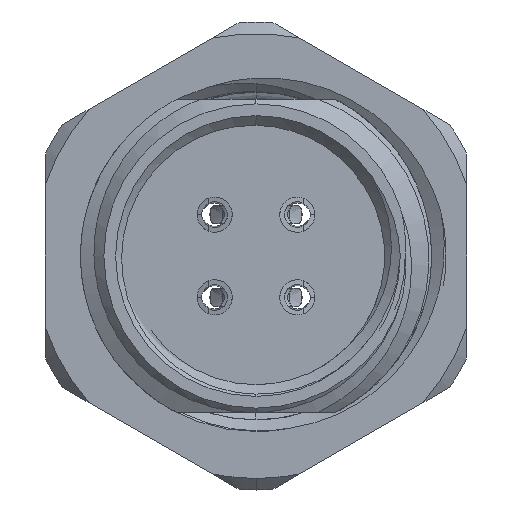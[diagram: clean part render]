
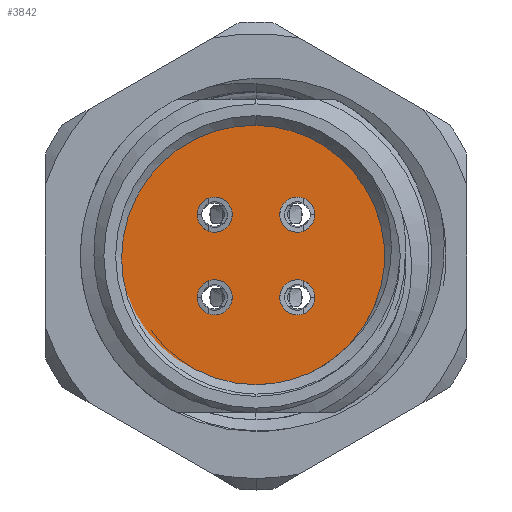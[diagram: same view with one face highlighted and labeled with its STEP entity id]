
A CAD part, left-side view. The second image highlights one B-rep face of the part: STEP entity #3842.
In plain terms, the highlighted face is planar.
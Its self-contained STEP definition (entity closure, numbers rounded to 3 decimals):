
#221 = CARTESIAN_POINT ( 'NONE',  ( 9.5, 0., -6. ) ) ;
#572 = EDGE_CURVE ( 'NONE', #10198, #5797, #6314, .T. ) ;
#592 = FACE_BOUND ( 'NONE', #7320, .T. ) ;
#648 = EDGE_LOOP ( 'NONE', ( #10143, #6327 ) ) ;
#669 = DIRECTION ( 'NONE',  ( 1., 0., 0. ) ) ;
#795 = CARTESIAN_POINT ( 'NONE',  ( 9.5, -1.768, -2.518 ) ) ;
#939 = EDGE_CURVE ( 'NONE', #6200, #7363, #11295, .T. ) ;
#1118 = CIRCLE ( 'NONE', #11638, 6. ) ;
#1369 = AXIS2_PLACEMENT_3D ( 'NONE', #3319, #11190, #10992 ) ;
#1385 = VERTEX_POINT ( 'NONE', #6155 ) ;
#2379 = CARTESIAN_POINT ( 'NONE',  ( 9.5, -1.768, -1.018 ) ) ;
#2396 = CARTESIAN_POINT ( 'NONE',  ( 9.5, -1.768, 2.518 ) ) ;
#2507 = ORIENTED_EDGE ( 'NONE', *, *, #9827, .F. ) ;
#2814 = EDGE_LOOP ( 'NONE', ( #8013, #4844 ) ) ;
#2875 = AXIS2_PLACEMENT_3D ( 'NONE', #8271, #3377, #7306 ) ;
#3061 = CIRCLE ( 'NONE', #12542, 0.75 ) ;
#3319 = CARTESIAN_POINT ( 'NONE',  ( 9.5, -1.768, -1.768 ) ) ;
#3377 = DIRECTION ( 'NONE',  ( 1., 0., 0. ) ) ;
#3403 = CARTESIAN_POINT ( 'NONE',  ( 9.5, -1.768, 1.768 ) ) ;
#3654 = CARTESIAN_POINT ( 'NONE',  ( 9.5, -1.768, 1.768 ) ) ;
#3699 = CARTESIAN_POINT ( 'NONE',  ( 9.5, 1.768, 1.768 ) ) ;
#3842 = ADVANCED_FACE ( 'NONE', ( #592, #7556, #11507, #4537, #12466 ), #5373, .F. ) ;
#3966 = EDGE_LOOP ( 'NONE', ( #2507, #6997 ) ) ;
#4093 = ORIENTED_EDGE ( 'NONE', *, *, #939, .F. ) ;
#4372 = DIRECTION ( 'NONE',  ( 0., 0., -1. ) ) ;
#4518 = AXIS2_PLACEMENT_3D ( 'NONE', #3654, #669, #4614 ) ;
#4537 = FACE_BOUND ( 'NONE', #648, .T. ) ;
#4614 = DIRECTION ( 'NONE',  ( 0., 0., -1. ) ) ;
#4844 = ORIENTED_EDGE ( 'NONE', *, *, #11255, .T. ) ;
#5212 = AXIS2_PLACEMENT_3D ( 'NONE', #8466, #5620, #12275 ) ;
#5328 = DIRECTION ( 'NONE',  ( 1., 0., 0. ) ) ;
#5341 = CIRCLE ( 'NONE', #4518, 0.75 ) ;
#5373 = PLANE ( 'NONE',  #5212 ) ;
#5438 = AXIS2_PLACEMENT_3D ( 'NONE', #10590, #5927, #11570 ) ;
#5456 = VERTEX_POINT ( 'NONE', #221 ) ;
#5461 = CARTESIAN_POINT ( 'NONE',  ( 9.5, 1.768, -2.518 ) ) ;
#5582 = DIRECTION ( 'NONE',  ( 0., 0., -1. ) ) ;
#5620 = DIRECTION ( 'NONE',  ( -1., 0., 0. ) ) ;
#5654 = VERTEX_POINT ( 'NONE', #5461 ) ;
#5797 = VERTEX_POINT ( 'NONE', #795 ) ;
#5927 = DIRECTION ( 'NONE',  ( 1., 0., 0. ) ) ;
#5966 = EDGE_LOOP ( 'NONE', ( #10945, #9191 ) ) ;
#6040 = AXIS2_PLACEMENT_3D ( 'NONE', #10480, #10545, #5582 ) ;
#6058 = DIRECTION ( 'NONE',  ( 0., 0., -1. ) ) ;
#6094 = CARTESIAN_POINT ( 'NONE',  ( 9.5, 0., 0. ) ) ;
#6155 = CARTESIAN_POINT ( 'NONE',  ( 9.5, -1.768, 1.018 ) ) ;
#6200 = VERTEX_POINT ( 'NONE', #6874 ) ;
#6220 = CARTESIAN_POINT ( 'NONE',  ( 9.5, 1.768, 2.518 ) ) ;
#6314 = CIRCLE ( 'NONE', #1369, 0.75 ) ;
#6327 = ORIENTED_EDGE ( 'NONE', *, *, #8129, .F. ) ;
#6477 = EDGE_CURVE ( 'NONE', #1385, #10809, #5341, .T. ) ;
#6785 = CIRCLE ( 'NONE', #2875, 0.75 ) ;
#6874 = CARTESIAN_POINT ( 'NONE',  ( 9.5, 1.768, 1.018 ) ) ;
#6997 = ORIENTED_EDGE ( 'NONE', *, *, #572, .F. ) ;
#7188 = CIRCLE ( 'NONE', #9252, 0.75 ) ;
#7306 = DIRECTION ( 'NONE',  ( 0., 0., -1. ) ) ;
#7320 = EDGE_LOOP ( 'NONE', ( #4093, #10916 ) ) ;
#7363 = VERTEX_POINT ( 'NONE', #6220 ) ;
#7556 = FACE_BOUND ( 'NONE', #5966, .T. ) ;
#7706 = AXIS2_PLACEMENT_3D ( 'NONE', #11101, #10002, #6058 ) ;
#7747 = DIRECTION ( 'NONE',  ( 0., 0., -1. ) ) ;
#7970 = AXIS2_PLACEMENT_3D ( 'NONE', #3699, #8659, #7747 ) ;
#8013 = ORIENTED_EDGE ( 'NONE', *, *, #9933, .T. ) ;
#8034 = DIRECTION ( 'NONE',  ( 0., 0., -1. ) ) ;
#8129 = EDGE_CURVE ( 'NONE', #11437, #5654, #3061, .T. ) ;
#8271 = CARTESIAN_POINT ( 'NONE',  ( 9.5, 1.768, 1.768 ) ) ;
#8326 = CIRCLE ( 'NONE', #7706, 6. ) ;
#8466 = CARTESIAN_POINT ( 'NONE',  ( 9.5, 4.5, 0. ) ) ;
#8590 = EDGE_CURVE ( 'NONE', #10809, #1385, #7188, .T. ) ;
#8659 = DIRECTION ( 'NONE',  ( 1., 0., 0. ) ) ;
#9134 = CIRCLE ( 'NONE', #6040, 0.75 ) ;
#9191 = ORIENTED_EDGE ( 'NONE', *, *, #8590, .F. ) ;
#9200 = CARTESIAN_POINT ( 'NONE',  ( 9.5, 0., 6. ) ) ;
#9252 = AXIS2_PLACEMENT_3D ( 'NONE', #3403, #5328, #4372 ) ;
#9377 = DIRECTION ( 'NONE',  ( 1., 0., 0. ) ) ;
#9689 = EDGE_CURVE ( 'NONE', #7363, #6200, #6785, .T. ) ;
#9827 = EDGE_CURVE ( 'NONE', #5797, #10198, #10997, .T. ) ;
#9933 = EDGE_CURVE ( 'NONE', #5456, #12371, #8326, .T. ) ;
#10002 = DIRECTION ( 'NONE',  ( 1., 0., 0. ) ) ;
#10143 = ORIENTED_EDGE ( 'NONE', *, *, #11523, .F. ) ;
#10198 = VERTEX_POINT ( 'NONE', #2379 ) ;
#10464 = CARTESIAN_POINT ( 'NONE',  ( 9.5, 1.768, -1.768 ) ) ;
#10480 = CARTESIAN_POINT ( 'NONE',  ( 9.5, 1.768, -1.768 ) ) ;
#10545 = DIRECTION ( 'NONE',  ( 1., 0., 0. ) ) ;
#10590 = CARTESIAN_POINT ( 'NONE',  ( 9.5, -1.768, -1.768 ) ) ;
#10809 = VERTEX_POINT ( 'NONE', #2396 ) ;
#10916 = ORIENTED_EDGE ( 'NONE', *, *, #9689, .F. ) ;
#10945 = ORIENTED_EDGE ( 'NONE', *, *, #6477, .F. ) ;
#10992 = DIRECTION ( 'NONE',  ( 0., 0., -1. ) ) ;
#10997 = CIRCLE ( 'NONE', #5438, 0.75 ) ;
#11012 = DIRECTION ( 'NONE',  ( 1., 0., 0. ) ) ;
#11101 = CARTESIAN_POINT ( 'NONE',  ( 9.5, 0., 0. ) ) ;
#11190 = DIRECTION ( 'NONE',  ( 1., 0., 0. ) ) ;
#11255 = EDGE_CURVE ( 'NONE', #12371, #5456, #1118, .T. ) ;
#11295 = CIRCLE ( 'NONE', #7970, 0.75 ) ;
#11390 = DIRECTION ( 'NONE',  ( 0., 0., -1. ) ) ;
#11437 = VERTEX_POINT ( 'NONE', #12485 ) ;
#11507 = FACE_BOUND ( 'NONE', #3966, .T. ) ;
#11523 = EDGE_CURVE ( 'NONE', #5654, #11437, #9134, .T. ) ;
#11570 = DIRECTION ( 'NONE',  ( 0., 0., -1. ) ) ;
#11638 = AXIS2_PLACEMENT_3D ( 'NONE', #6094, #11012, #8034 ) ;
#12275 = DIRECTION ( 'NONE',  ( 0., 0., 1. ) ) ;
#12371 = VERTEX_POINT ( 'NONE', #9200 ) ;
#12466 = FACE_OUTER_BOUND ( 'NONE', #2814, .T. ) ;
#12485 = CARTESIAN_POINT ( 'NONE',  ( 9.5, 1.768, -1.018 ) ) ;
#12542 = AXIS2_PLACEMENT_3D ( 'NONE', #10464, #9377, #11390 ) ;
